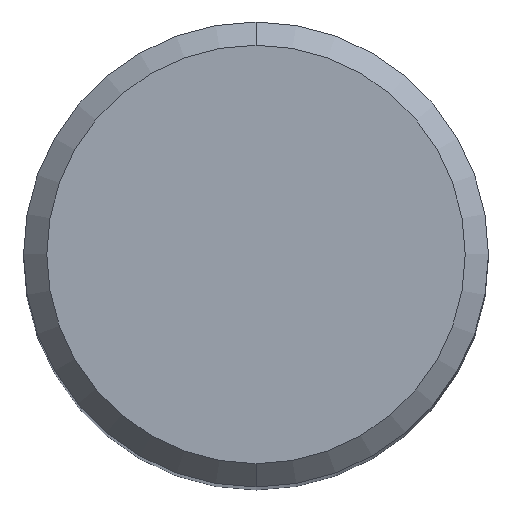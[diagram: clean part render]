
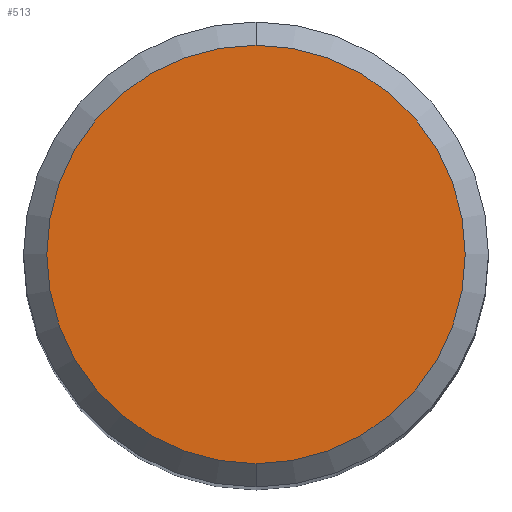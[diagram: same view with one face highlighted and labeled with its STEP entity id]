
A CAD part, top view. The second image highlights one B-rep face of the part: STEP entity #513.
In plain terms, the highlighted planar face has unit normal (0, 0, 1).
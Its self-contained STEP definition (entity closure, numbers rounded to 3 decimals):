
#359=VERTEX_POINT('',#961);
#513=ADVANCED_FACE('',(#1129),#1130,.T.);
#571=VERTEX_POINT('',#1196);
#655=EDGE_CURVE('',#359,#571,#1283,.T.);
#705=EDGE_CURVE('',#571,#359,#1341,.T.);
#961=CARTESIAN_POINT('',(0.,-5.4,0.0));
#1129=FACE_OUTER_BOUND('',#2256,.T.);
#1130=PLANE('',#2257);
#1196=CARTESIAN_POINT('',(0.0,5.4,0.0));
#1283=CIRCLE('',#2753,5.4);
#1341=CIRCLE('',#4146,5.4);
#2256=EDGE_LOOP('',(#6232,#6233));
#2257=AXIS2_PLACEMENT_3D('',#6234,#6235,#6236);
#2753=AXIS2_PLACEMENT_3D('',#6385,#6386,#6387);
#4146=AXIS2_PLACEMENT_3D('',#6474,#6475,#6476);
#6232=ORIENTED_EDGE('',*,*,#705,.F.);
#6233=ORIENTED_EDGE('',*,*,#655,.F.);
#6234=CARTESIAN_POINT('',(0.0,2.7,0.0));
#6235=DIRECTION('',(-0.0,0.0,1.0));
#6236=DIRECTION('',(0.0,-1.0,0.0));
#6385=CARTESIAN_POINT('',(0.0,0.0,0.0));
#6386=DIRECTION('',(0.0,0.0,-1.0));
#6387=DIRECTION('',(0.0,1.0,0.0));
#6474=CARTESIAN_POINT('',(0.0,0.0,0.0));
#6475=DIRECTION('',(0.0,0.0,-1.0));
#6476=DIRECTION('',(0.0,1.0,0.0));
